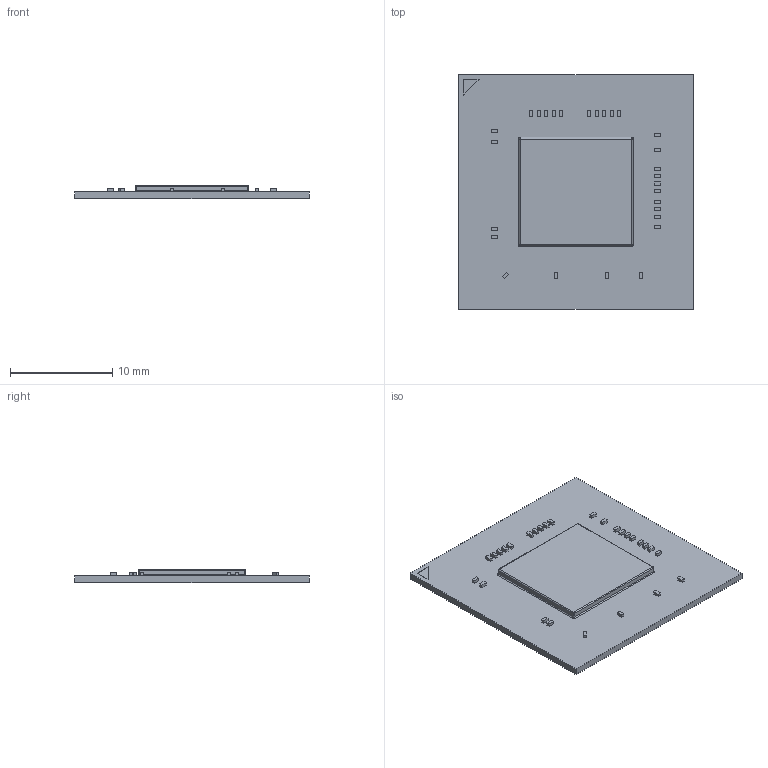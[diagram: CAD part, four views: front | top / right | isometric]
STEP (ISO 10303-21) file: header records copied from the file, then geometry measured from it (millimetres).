
FILE_DESCRIPTION (( 'STEP AP203' ), '1' );
FILE_NAME ('TM670M-A2_1.step_Default_sldprt.STEP', '2021-02-13T10:56:49', ( '' ), ( '' ), 'SwSTEP 2.0', 'SolidWorks 2019', '' );
FILE_SCHEMA (( 'CONFIG_CONTROL_DESIGN' ));
Length unit declared in the file: metre
Products named in the file (1): TM670M-A2_1.step_Default_sldprt
Bounding box: 23 x 23 x 1.29 mm (x, y, z)
Volume: 428.5 mm3; surface area: 1158.5 mm2
Topology: 1 solids, 1 shells, 175 faces, 413 edges, 266 vertices
Faces by surface type: plane 155, cylinder 12, torus 4, sphere 4
Entity records: 4968 total; most frequent: CARTESIAN_POINT 851, ORIENTED_EDGE 818, DIRECTION 789, EDGE_CURVE 409, LINE 381, VECTOR 381, VERTEX_POINT 266, EDGE_LOOP 205
